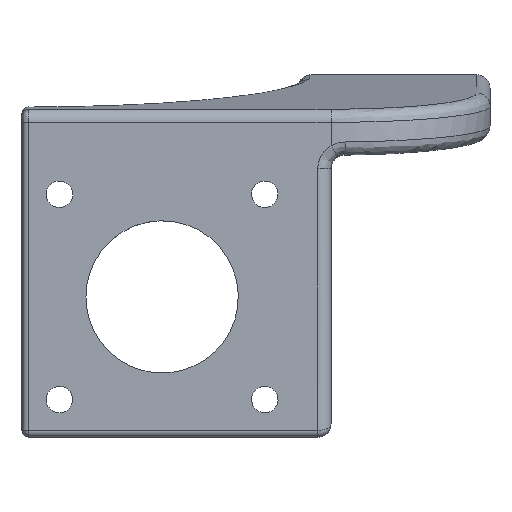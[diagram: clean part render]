
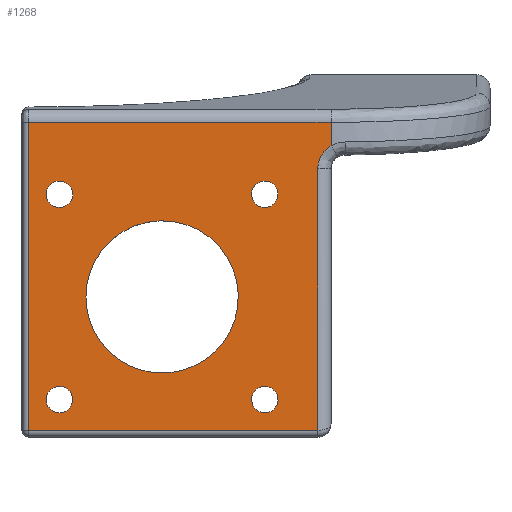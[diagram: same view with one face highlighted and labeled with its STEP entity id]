
A CAD part, top view. The second image highlights one B-rep face of the part: STEP entity #1268.
In plain terms, the highlighted planar face has unit normal (0, 0, 1).
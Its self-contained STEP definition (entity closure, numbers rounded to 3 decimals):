
#23=FACE_BOUND('',#359,.T.);
#24=FACE_BOUND('',#360,.T.);
#25=FACE_BOUND('',#361,.T.);
#26=FACE_BOUND('',#362,.T.);
#27=FACE_BOUND('',#363,.T.);
#33=PLANE('',#1391);
#74=ELLIPSE('',#1392,4.025,4.);
#106=LINE('',#2084,#186);
#117=LINE('',#2207,#197);
#118=LINE('',#2211,#198);
#119=LINE('',#2215,#199);
#120=LINE('',#2216,#200);
#186=VECTOR('',#1551,10.);
#197=VECTOR('',#1614,10.);
#198=VECTOR('',#1619,10.);
#199=VECTOR('',#1622,10.);
#200=VECTOR('',#1623,10.);
#274=FACE_OUTER_BOUND('',#358,.T.);
#358=EDGE_LOOP('',(#917,#918,#919,#920,#921,#922));
#359=EDGE_LOOP('',(#923,#924));
#360=EDGE_LOOP('',(#925,#926));
#361=EDGE_LOOP('',(#927,#928));
#362=EDGE_LOOP('',(#929,#930));
#363=EDGE_LOOP('',(#931,#932));
#452=CIRCLE('',#1393,2.);
#453=CIRCLE('',#1394,2.);
#454=CIRCLE('',#1395,2.);
#455=CIRCLE('',#1396,2.);
#456=CIRCLE('',#1397,2.);
#457=CIRCLE('',#1398,2.);
#458=CIRCLE('',#1399,2.);
#459=CIRCLE('',#1400,2.);
#460=CIRCLE('',#1401,11.5);
#461=CIRCLE('',#1402,11.5);
#532=VERTEX_POINT('',#2078);
#534=VERTEX_POINT('',#2082);
#557=VERTEX_POINT('',#2206);
#558=VERTEX_POINT('',#2210);
#559=VERTEX_POINT('',#2212);
#560=VERTEX_POINT('',#2214);
#561=VERTEX_POINT('',#2217);
#562=VERTEX_POINT('',#2218);
#563=VERTEX_POINT('',#2221);
#564=VERTEX_POINT('',#2222);
#565=VERTEX_POINT('',#2225);
#566=VERTEX_POINT('',#2226);
#567=VERTEX_POINT('',#2229);
#568=VERTEX_POINT('',#2230);
#569=VERTEX_POINT('',#2233);
#570=VERTEX_POINT('',#2234);
#659=EDGE_CURVE('',#534,#532,#106,.T.);
#691=EDGE_CURVE('',#532,#557,#117,.T.);
#693=EDGE_CURVE('',#558,#534,#118,.T.);
#694=EDGE_CURVE('',#559,#558,#74,.T.);
#695=EDGE_CURVE('',#560,#559,#119,.T.);
#696=EDGE_CURVE('',#557,#560,#120,.T.);
#697=EDGE_CURVE('',#561,#562,#452,.T.);
#698=EDGE_CURVE('',#562,#561,#453,.T.);
#699=EDGE_CURVE('',#563,#564,#454,.T.);
#700=EDGE_CURVE('',#564,#563,#455,.T.);
#701=EDGE_CURVE('',#565,#566,#456,.T.);
#702=EDGE_CURVE('',#566,#565,#457,.T.);
#703=EDGE_CURVE('',#567,#568,#458,.T.);
#704=EDGE_CURVE('',#568,#567,#459,.T.);
#705=EDGE_CURVE('',#569,#570,#460,.T.);
#706=EDGE_CURVE('',#570,#569,#461,.T.);
#917=ORIENTED_EDGE('',*,*,#659,.F.);
#918=ORIENTED_EDGE('',*,*,#693,.F.);
#919=ORIENTED_EDGE('',*,*,#694,.F.);
#920=ORIENTED_EDGE('',*,*,#695,.F.);
#921=ORIENTED_EDGE('',*,*,#696,.F.);
#922=ORIENTED_EDGE('',*,*,#691,.F.);
#923=ORIENTED_EDGE('',*,*,#697,.F.);
#924=ORIENTED_EDGE('',*,*,#698,.F.);
#925=ORIENTED_EDGE('',*,*,#699,.F.);
#926=ORIENTED_EDGE('',*,*,#700,.F.);
#927=ORIENTED_EDGE('',*,*,#701,.F.);
#928=ORIENTED_EDGE('',*,*,#702,.F.);
#929=ORIENTED_EDGE('',*,*,#703,.F.);
#930=ORIENTED_EDGE('',*,*,#704,.F.);
#931=ORIENTED_EDGE('',*,*,#705,.F.);
#932=ORIENTED_EDGE('',*,*,#706,.F.);
#1268=ADVANCED_FACE('',(#274,#23,#24,#25,#26,#27),#33,.T.);
#1391=AXIS2_PLACEMENT_3D('',#2209,#1617,#1618);
#1392=AXIS2_PLACEMENT_3D('',#2213,#1620,#1621);
#1393=AXIS2_PLACEMENT_3D('',#2219,#1624,#1625);
#1394=AXIS2_PLACEMENT_3D('',#2220,#1626,#1627);
#1395=AXIS2_PLACEMENT_3D('',#2223,#1628,#1629);
#1396=AXIS2_PLACEMENT_3D('',#2224,#1630,#1631);
#1397=AXIS2_PLACEMENT_3D('',#2227,#1632,#1633);
#1398=AXIS2_PLACEMENT_3D('',#2228,#1634,#1635);
#1399=AXIS2_PLACEMENT_3D('',#2231,#1636,#1637);
#1400=AXIS2_PLACEMENT_3D('',#2232,#1638,#1639);
#1401=AXIS2_PLACEMENT_3D('',#2235,#1640,#1641);
#1402=AXIS2_PLACEMENT_3D('',#2236,#1642,#1643);
#1551=DIRECTION('',(-1.,0.,0.));
#1614=DIRECTION('',(0.,1.,0.));
#1617=DIRECTION('center_axis',(0.,0.,1.));
#1618=DIRECTION('ref_axis',(0.,-1.,0.));
#1619=DIRECTION('',(0.,-1.,0.));
#1620=DIRECTION('center_axis',(0.,0.,1.));
#1621=DIRECTION('ref_axis',(0.,-1.,0.));
#1622=DIRECTION('',(0.,-1.,0.));
#1623=DIRECTION('',(1.,0.,0.));
#1624=DIRECTION('center_axis',(0.,0.,1.));
#1625=DIRECTION('ref_axis',(1.,0.,0.));
#1626=DIRECTION('center_axis',(0.,0.,1.));
#1627=DIRECTION('ref_axis',(1.,0.,0.));
#1628=DIRECTION('center_axis',(0.,0.,1.));
#1629=DIRECTION('ref_axis',(1.,0.,0.));
#1630=DIRECTION('center_axis',(0.,0.,1.));
#1631=DIRECTION('ref_axis',(1.,0.,0.));
#1632=DIRECTION('center_axis',(0.,0.,1.));
#1633=DIRECTION('ref_axis',(1.,0.,0.));
#1634=DIRECTION('center_axis',(0.,0.,1.));
#1635=DIRECTION('ref_axis',(1.,0.,0.));
#1636=DIRECTION('center_axis',(0.,0.,1.));
#1637=DIRECTION('ref_axis',(1.,0.,0.));
#1638=DIRECTION('center_axis',(0.,0.,1.));
#1639=DIRECTION('ref_axis',(1.,0.,0.));
#1640=DIRECTION('center_axis',(0.,0.,1.));
#1641=DIRECTION('ref_axis',(1.,0.,0.));
#1642=DIRECTION('center_axis',(0.,0.,1.));
#1643=DIRECTION('ref_axis',(1.,0.,0.));
#2078=CARTESIAN_POINT('',(-55.15,-20.15,0.));
#2082=CARTESIAN_POINT('',(-11.5,-20.15,0.));
#2084=CARTESIAN_POINT('',(-14.5,-20.15,0.));
#2206=CARTESIAN_POINT('',(-55.15,26.362,0.));
#2207=CARTESIAN_POINT('',(-55.15,3.5,0.));
#2209=CARTESIAN_POINT('Origin',(-14.5,28.15,0.));
#2210=CARTESIAN_POINT('',(-11.5,19.362,0.));
#2211=CARTESIAN_POINT('',(-11.5,17.188,0.));
#2212=CARTESIAN_POINT('',(-9.5,22.848,0.));
#2213=CARTESIAN_POINT('Origin',(-7.5,19.362,0.));
#2214=CARTESIAN_POINT('',(-9.5,26.362,0.));
#2215=CARTESIAN_POINT('',(-9.5,17.188,0.));
#2216=CARTESIAN_POINT('',(-14.5,26.362,0.));
#2217=CARTESIAN_POINT('',(-51.914,16.914,0.));
#2218=CARTESIAN_POINT('',(-52.5,15.5,0.));
#2219=CARTESIAN_POINT('Origin',(-50.5,15.5,0.));
#2220=CARTESIAN_POINT('Origin',(-50.5,15.5,0.));
#2221=CARTESIAN_POINT('',(-18.086,16.914,0.));
#2222=CARTESIAN_POINT('',(-21.5,15.5,0.));
#2223=CARTESIAN_POINT('Origin',(-19.5,15.5,0.));
#2224=CARTESIAN_POINT('Origin',(-19.5,15.5,0.));
#2225=CARTESIAN_POINT('',(-49.086,-14.086,0.));
#2226=CARTESIAN_POINT('',(-52.5,-15.5,0.));
#2227=CARTESIAN_POINT('Origin',(-50.5,-15.5,0.));
#2228=CARTESIAN_POINT('Origin',(-50.5,-15.5,0.));
#2229=CARTESIAN_POINT('',(-20.914,-14.086,0.));
#2230=CARTESIAN_POINT('',(-21.5,-15.5,0.));
#2231=CARTESIAN_POINT('Origin',(-19.5,-15.5,0.));
#2232=CARTESIAN_POINT('Origin',(-19.5,-15.5,0.));
#2233=CARTESIAN_POINT('',(-43.132,-8.132,0.));
#2234=CARTESIAN_POINT('',(-46.5,0.,0.));
#2235=CARTESIAN_POINT('Origin',(-35.,0.,0.));
#2236=CARTESIAN_POINT('Origin',(-35.,0.,0.));
